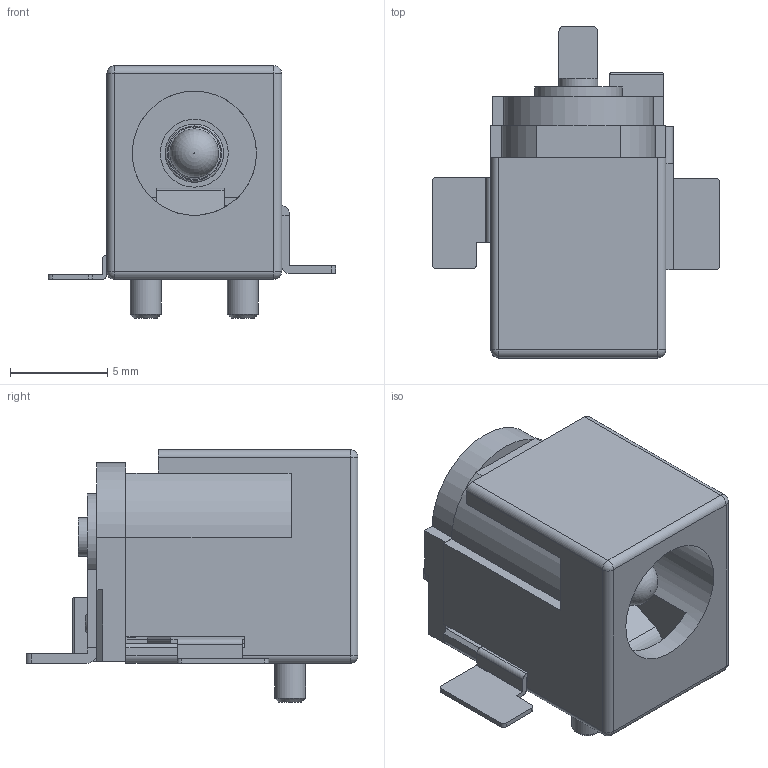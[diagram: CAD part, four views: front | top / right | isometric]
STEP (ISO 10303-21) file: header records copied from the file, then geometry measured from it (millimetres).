
FILE_DESCRIPTION(/* description */ ('Unknown'),/* implementation_level */ '2;1');
FILE_NAME(/* name */ '694108105102',/* time_stamp */ '2025-06-03T16:09:39+02:00',/* author */ ('Unknown'),/* organization */ ('Unknown'),/* preprocessor_version */ 'ST-DEVELOPER v19.4',/* originating_system */ 'Solid Edge',/* authorisation */ 'Unknown');
FILE_SCHEMA (('AUTOMOTIVE_DESIGN {1 0 10303 214 3 1 1}'));
Length unit declared in the file: millimetre
Products named in the file (7): 6941xx105102; 6941xx105102_Capot; 694108301002_PinContact; 6941xx105102_PinArrière; 6941xx105102_PinLame; 6941xx105102_PinBis
Assembly tree (6 placements, depth 2):
  6941xx105102
    6941xx105102
    6941xx105102_Capot
    694108301002_PinContact
    6941xx105102_PinArrière
    6941xx105102_PinLame
    6941xx105102_PinBis
Bounding box: 14.8 x 17.1 x 13 mm (x, y, z)
Volume: 857.4 mm3; surface area: 1848.4 mm2
Topology: 6 solids, 6 shells, 207 faces, 542 edges, 351 vertices
Faces by surface type: plane 139, cylinder 55, torus 5, cone 4, sphere 4
Full cylindrical faces by diameter (mm): 1.4 x2, 1.5 x1, 1.6 x2, 2 x3, 2.1 x1, 2.5 x1, 3 x1, 3.1 x1, 3.5 x1, 6.4 x1
Entity records: 6284 total; most frequent: CARTESIAN_POINT 1061, DIRECTION 1048, ORIENTED_EDGE 1010, EDGE_CURVE 505, LINE 390, VECTOR 390, VERTEX_POINT 342, AXIS2_PLACEMENT_3D 329
